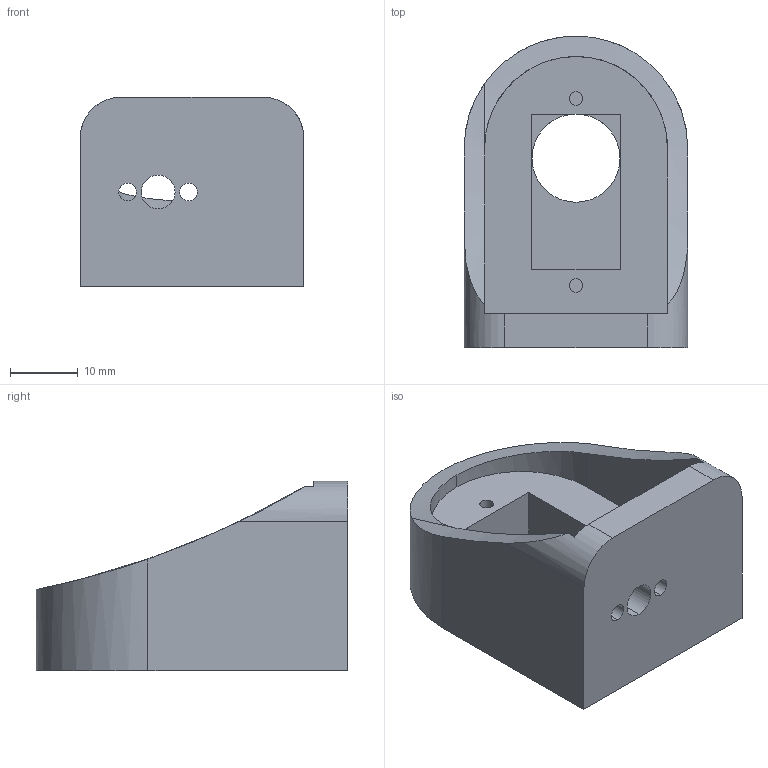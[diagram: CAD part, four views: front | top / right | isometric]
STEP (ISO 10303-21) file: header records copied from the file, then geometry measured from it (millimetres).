
FILE_DESCRIPTION (( 'STEP AP203' ), '1' );
FILE_NAME ('Arm 03_Default_sldprt.STEP', '2022-12-24T03:26:35', ( '' ), ( '' ), 'SwSTEP 2.0', 'SolidWorks 2020', '' );
FILE_SCHEMA (( 'CONFIG_CONTROL_DESIGN' ));
Length unit declared in the file: metre
Products named in the file (1): Arm 03_Default_sldprt
Bounding box: 33 x 46 x 28 mm (x, y, z)
Volume: 16499.1 mm3; surface area: 7537.5 mm2
Topology: 1 solids, 1 shells, 37 faces, 93 edges, 60 vertices
Faces by surface type: plane 18, cylinder 17, bspline 2
Entity records: 1413 total; most frequent: CARTESIAN_POINT 428, ORIENTED_EDGE 186, DIRECTION 186, EDGE_CURVE 93, AXIS2_PLACEMENT_3D 68, VERTEX_POINT 60, LINE 50, VECTOR 50
